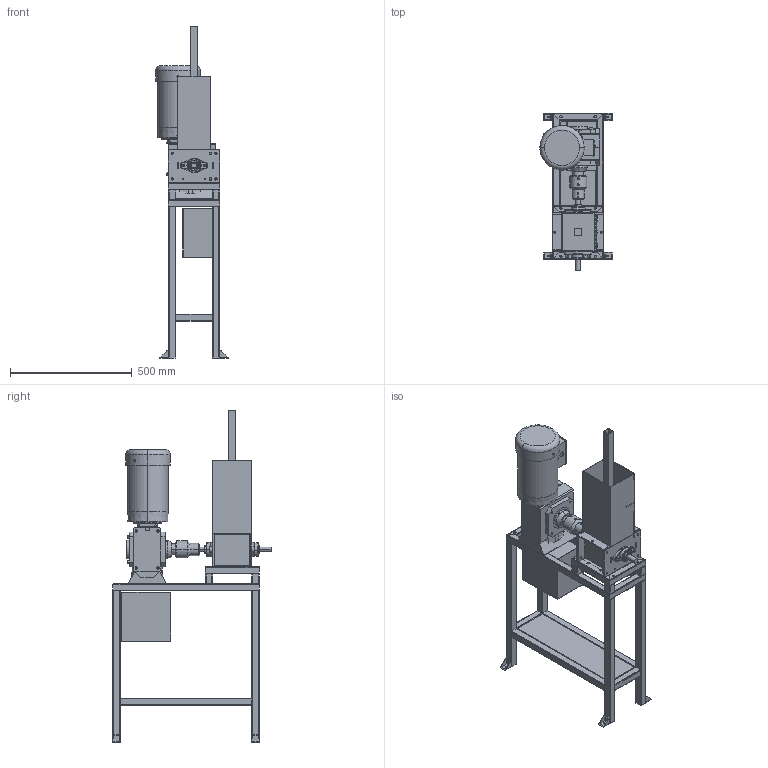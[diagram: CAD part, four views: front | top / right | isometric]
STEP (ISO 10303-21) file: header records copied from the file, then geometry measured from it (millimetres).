
FILE_DESCRIPTION(('CATIA V5 STEP Exchange'),'2;1');
FILE_NAME('00_shredder 3D model v2.1.stp','2020-03-06T12:10:44+00:00',('none'),('none'),'CATIA Version 5 Release 19 GA (IN-10)','CATIA V5 STEP AP203','none');
FILE_SCHEMA(('CONFIG_CONTROL_DESIGN'));
Products named in the file (53): 00_shredder 3D model v2.1; Assembly; Frame; Power; _0253-01833; _0253-01988; _8471144020; _8742128160; _0253-01791; _8471404084; _028504ME-750; _028504ME-fc; _028504ME-cb; Electronics Box; Shredding box 2.1; Shaft; Spacer (1); 01.04.09 bearingspacer 3mm 2x; 01.04.02 spacer 6mm; Spacer; Messet; 01.04.03; 01.04.04; 01.04.05 Knife 3 5mm; tegenmessen; kladsettegenmessenrin; 01.04.06 Spacer 6mm ; 01.04.07 Counterknife small 6mm 15x; .1.04.08 CounterKnife Big 5mm 13x; kladsettegenmessenrin_1; kladsettegenmessenrin_2; kladsettegenmessenrin_3; kladsettegenmessenrin_4; kladsettegenmessenrin_5; kladsettegenmessenrin_6; kladsettegenmessenrin_7; kladsettegenmessenrin_8; kladsettegenmessenrin_9; kladsettegenmessenrin_10; kladsettegenmessenrin_11 ...
Assembly tree (182 placements, depth 7):
  00_shredder 3D model v2.1
    Assembly
      Frame
        #68  x2
        #600  x2
        #1132  x2
        #1651  x2
        #2126  x2
        #2627  x4
        #3141  x2
        #3580  x2
        #4045
        #4484  x2
        #5324  x4
        #6083  x2
        #6501
        #6808
      Power
        #7190
        _0253-01833
        _0253-01988
        _8471144020  x4
        _8742128160  x2
        _0253-01791
        _8471404084  x4
        #27336
        _028504ME-750
        _028504ME-fc
        _028504ME-cb
        #39028
        Electronics Box
          #40635
          #41410
        #41600
      Shredding box 2.1
        Shaft
          #41868
          Spacer (1)
            01.04.09 bearingspacer 3mm 2x
              #42441
            01.04.02 spacer 6mm
              #42725
          Spacer
            01.04.09 bearingspacer 3mm 2x
              #42441
            01.04.02 spacer 6mm
              #42725
        Messet
          01.04.03  x5
            #43104
          01.04.04  x5
            #43788
          01.04.05 Knife 3 5mm  x4
            #44562
        tegenmessen
          kladsettegenmessenrin
            01.04.06 Spacer 6mm 
              #45577
            01.04.07 Counterknife small 6mm 15x
              #45909
Bounding box: 296.82 x 648.52 x 1362.48 mm (x, y, z)
Volume: 21783388.9 mm3; surface area: 3524205.3 mm2
Topology: 130 solids, 144 shells, 3220 faces, 8716 edges, 5868 vertices
Faces by surface type: plane 1730, cylinder 1157, cone 227, sphere 46, torus 44, bspline 16
Entity records: 66334 total; most frequent: CARTESIAN_POINT 18648, ORIENTED_EDGE 9998, DIRECTION 8415, EDGE_CURVE 4999, VERTEX_POINT 3396, AXIS2_PLACEMENT_3D 3382, VECTOR 2857, LINE 2857
